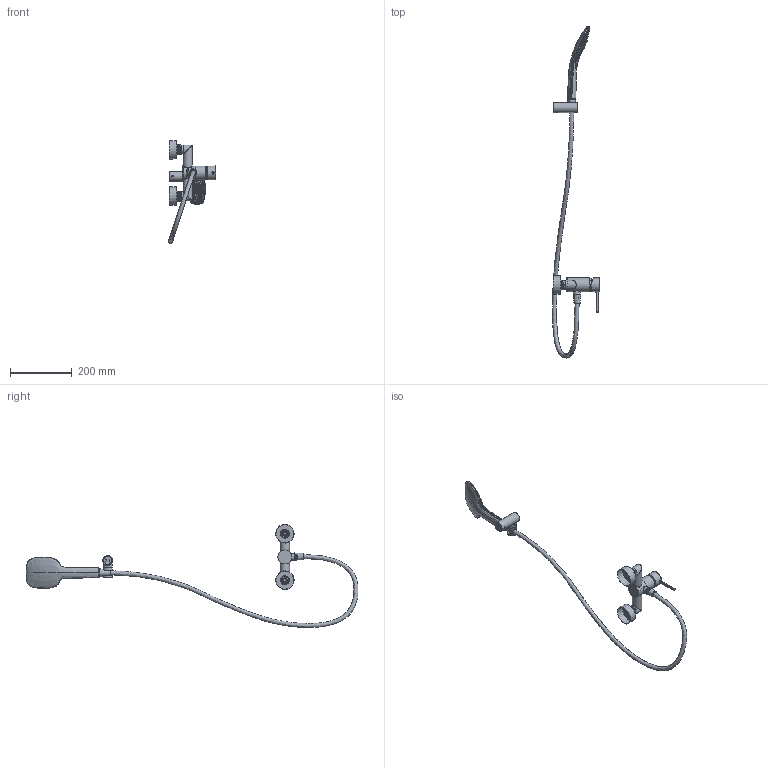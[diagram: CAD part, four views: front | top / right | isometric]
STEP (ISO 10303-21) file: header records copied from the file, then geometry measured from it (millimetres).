
FILE_DESCRIPTION (( 'STEP AP203' ), '1' );
FILE_NAME ('840801Q3IX.STEP', '2025-02-05T07:47:25', ( '' ), ( '' ), 'SwSTEP 2.0', 'SolidWorks 2021', '' );
FILE_SCHEMA (( 'CONFIG_CONTROL_DESIGN' ));
Products named in the file (1): 840801Q3IX
Bounding box: 152.24 x 1073.11 x 332.97 mm (x, y, z)
Volume: 569625 mm3; surface area: 270875.7 mm2
Topology: 26 solids, 26 shells, 3086 faces, 8585 edges, 5655 vertices
Faces by surface type: bspline 1836, cylinder 512, plane 457, cone 260, torus 18, sphere 3
Full cylindrical faces by diameter (mm): 1.7 x2, 2 x1, 2.3 x1, 3.1 x50, 3.6 x50, 4.4 x51, 4.5 x1, 5 x2, 5.5 x2, 6 x1, 6.2 x1, 7.9 x1, 8 x1, 8.9 x1, 9.5 x2, 10.5 x1, 12.8 x1, 13.4 x1, 14 x1, 15 x1, 16 x2, 17.7 x1, 18 x2, 18.1 x1, 18.3 x1, 18.5 x2, 18.6 x4, 18.632 x1, 19.5 x2, 20.3 x1
Entity records: 346636 total; most frequent: CARTESIAN_POINT 291112, ORIENTED_EDGE 15340, EDGE_CURVE 7670, B_SPLINE_CURVE_WITH_KNOTS 5863, VERTEX_POINT 5302, DIRECTION 4337, EDGE_LOOP 3996, FACE_OUTER_BOUND 3366
